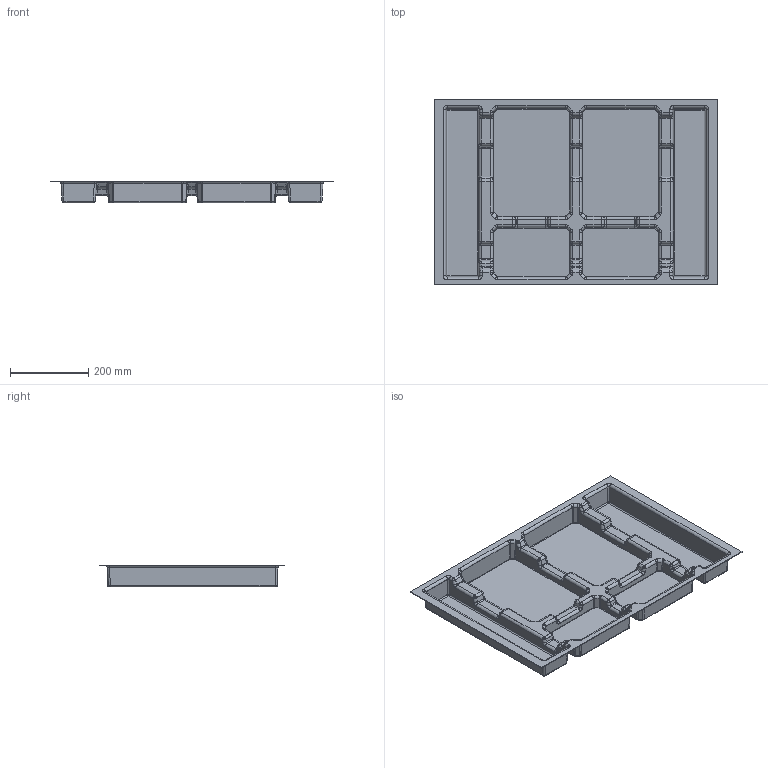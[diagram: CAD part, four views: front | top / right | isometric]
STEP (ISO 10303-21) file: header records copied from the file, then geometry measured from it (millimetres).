
FILE_DESCRIPTION(/* description */ ('STEP AP214'),/* implementation_level */ '2;1');
FILE_NAME(/* name */ 'PB-AS-800-T-2X15L-2X7L.stp',/* time_stamp */ '2023-06-27T15:54:10+02:00',/* author */ ('tomaszw'),/* organization */ (''),/* preprocessor_version */ 'ST-DEVELOPER v19.2',/* originating_system */ 'Autodesk Inventor 2023',/* authorisation */ '');
FILE_SCHEMA (('AUTOMOTIVE_DESIGN { 1 0 10303 214 3 1 1 }'));
Products named in the file (1): T_724x474_02_Taca
Bounding box: 724 x 474 x 56 mm (x, y, z)
Volume: 1055973.1 mm3; surface area: 1060936.7 mm2
Topology: 1 solids, 1 shells, 1016 faces, 2292 edges, 1280 vertices
Faces by surface type: cylinder 504, bspline 232, plane 176, sphere 104
Entity records: 59648 total; most frequent: CARTESIAN_POINT 37481, ORIENTED_EDGE 4584, DIRECTION 4270, EDGE_CURVE 2292, AXIS2_PLACEMENT_3D 1625, VERTEX_POINT 1280, LINE 1020, VECTOR 1020
